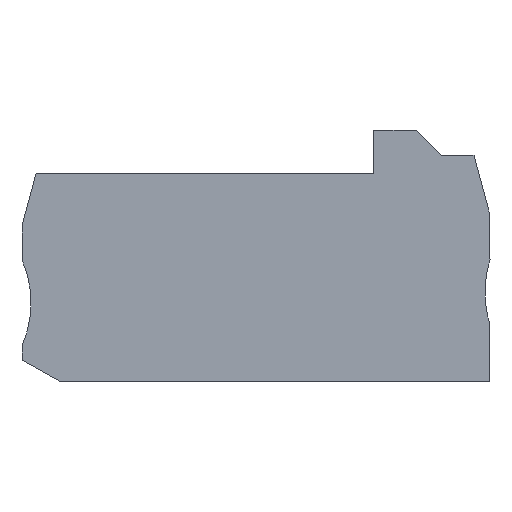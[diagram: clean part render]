
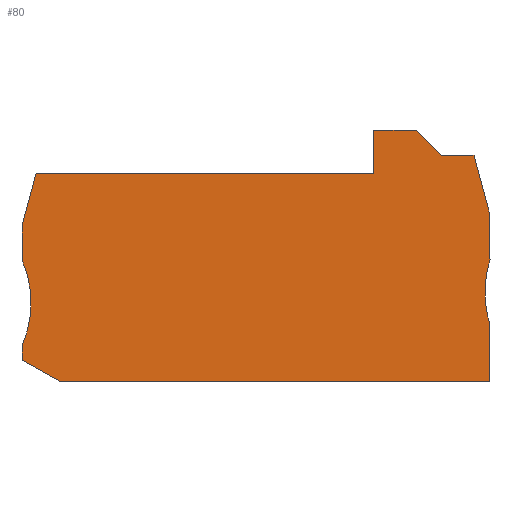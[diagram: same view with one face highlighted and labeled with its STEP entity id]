
A CAD part, left-side view. The second image highlights one B-rep face of the part: STEP entity #80.
In plain terms, the highlighted planar face has unit normal (-1, 0, 0).
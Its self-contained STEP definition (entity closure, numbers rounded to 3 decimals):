
#80=ADVANCED_FACE('',(#154),#155,.T.);
#154=FACE_OUTER_BOUND('',#219,.T.);
#155=PLANE('',#220);
#219=EDGE_LOOP('',(#381,#382,#383,#384,#385,#386,#387,#388,#389,#390,#391,#392,#393,#394,#395,#396,#397));
#220=AXIS2_PLACEMENT_3D('',#398,#399,#400);
#381=ORIENTED_EDGE('',*,*,#456,.T.);
#382=ORIENTED_EDGE('',*,*,#428,.T.);
#383=ORIENTED_EDGE('',*,*,#468,.T.);
#384=ORIENTED_EDGE('',*,*,#418,.T.);
#385=ORIENTED_EDGE('',*,*,#411,.T.);
#386=ORIENTED_EDGE('',*,*,#434,.T.);
#387=ORIENTED_EDGE('',*,*,#463,.T.);
#388=ORIENTED_EDGE('',*,*,#445,.T.);
#389=ORIENTED_EDGE('',*,*,#451,.T.);
#390=ORIENTED_EDGE('',*,*,#465,.T.);
#391=ORIENTED_EDGE('',*,*,#460,.T.);
#392=ORIENTED_EDGE('',*,*,#447,.T.);
#393=ORIENTED_EDGE('',*,*,#440,.T.);
#394=ORIENTED_EDGE('',*,*,#432,.T.);
#395=ORIENTED_EDGE('',*,*,#404,.T.);
#396=ORIENTED_EDGE('',*,*,#423,.T.);
#397=ORIENTED_EDGE('',*,*,#413,.T.);
#398=CARTESIAN_POINT('',(0.,32.352,28.584));
#399=DIRECTION('',(-1.0,0.,0.));
#400=DIRECTION('',(0.,-1.0,0.));
#404=EDGE_CURVE('',#477,#474,#478,.T.);
#411=EDGE_CURVE('',#484,#488,#490,.T.);
#413=EDGE_CURVE('',#492,#493,#494,.T.);
#418=EDGE_CURVE('',#501,#484,#502,.T.);
#423=EDGE_CURVE('',#474,#492,#508,.T.);
#428=EDGE_CURVE('',#511,#515,#517,.T.);
#432=EDGE_CURVE('',#520,#477,#523,.T.);
#434=EDGE_CURVE('',#488,#525,#526,.T.);
#440=EDGE_CURVE('',#532,#520,#535,.T.);
#445=EDGE_CURVE('',#538,#542,#544,.T.);
#447=EDGE_CURVE('',#546,#532,#547,.T.);
#451=EDGE_CURVE('',#542,#552,#553,.T.);
#456=EDGE_CURVE('',#493,#511,#559,.T.);
#460=EDGE_CURVE('',#562,#546,#565,.T.);
#463=EDGE_CURVE('',#525,#538,#568,.T.);
#465=EDGE_CURVE('',#552,#562,#570,.T.);
#468=EDGE_CURVE('',#515,#501,#573,.T.);
#474=VERTEX_POINT('',#579);
#477=VERTEX_POINT('',#583);
#478=CIRCLE('',#584,15.0);
#484=VERTEX_POINT('',#591);
#488=VERTEX_POINT('',#596);
#490=CIRCLE('',#599,15.0);
#492=VERTEX_POINT('',#601);
#493=VERTEX_POINT('',#602);
#494=LINE('',#603,#604);
#501=VERTEX_POINT('',#614);
#502=CIRCLE('',#615,15.0);
#508=CIRCLE('',#622,15.0);
#511=VERTEX_POINT('',#625);
#515=VERTEX_POINT('',#631);
#517=LINE('',#634,#635);
#520=VERTEX_POINT('',#638);
#523=LINE('',#643,#644);
#525=VERTEX_POINT('',#646);
#526=LINE('',#647,#648);
#532=VERTEX_POINT('',#656);
#535=LINE('',#661,#662);
#538=VERTEX_POINT('',#665);
#542=VERTEX_POINT('',#671);
#544=LINE('',#674,#675);
#546=VERTEX_POINT('',#677);
#547=LINE('',#678,#679);
#552=VERTEX_POINT('',#686);
#553=LINE('',#687,#688);
#559=LINE('',#697,#698);
#562=VERTEX_POINT('',#701);
#565=LINE('',#706,#707);
#568=LINE('',#711,#712);
#570=LINE('',#714,#715);
#573=LINE('',#719,#720);
#579=CARTESIAN_POINT('',(0.,63.998,11.));
#583=CARTESIAN_POINT('',(0.,65.25,17.));
#584=AXIS2_PLACEMENT_3D('',#727,#728,#729);
#591=CARTESIAN_POINT('',(0.,0.579,10.672));
#596=CARTESIAN_POINT('',(0.,0.,17.));
#599=AXIS2_PLACEMENT_3D('',#739,#740,#741);
#601=CARTESIAN_POINT('',(0.,65.25,5.));
#602=CARTESIAN_POINT('',(0.,65.25,3.));
#603=CARTESIAN_POINT('',(0.,65.25,26.07));
#604=VECTOR('',#742,1.0);
#614=CARTESIAN_POINT('',(0.,0.0,8.));
#615=AXIS2_PLACEMENT_3D('',#746,#747,#748);
#622=AXIS2_PLACEMENT_3D('',#756,#757,#758);
#625=CARTESIAN_POINT('',(0.,59.843,0.));
#631=CARTESIAN_POINT('',(0.,0.0,0.));
#634=CARTESIAN_POINT('',(0.,38.664,0.));
#635=VECTOR('',#762,1.0);
#638=CARTESIAN_POINT('',(0.,65.25,21.734));
#643=CARTESIAN_POINT('',(0.,65.25,26.07));
#644=VECTOR('',#765,1.0);
#646=CARTESIAN_POINT('',(0.,0.,23.234));
#647=CARTESIAN_POINT('',(0.,0.,26.07));
#648=VECTOR('',#766,1.0);
#656=CARTESIAN_POINT('',(0.,63.29,29.05));
#661=CARTESIAN_POINT('',(0.,64.088,26.07));
#662=VECTOR('',#771,1.0);
#665=CARTESIAN_POINT('',(0.,2.228,31.55));
#671=CARTESIAN_POINT('',(0.,6.786,31.55));
#674=CARTESIAN_POINT('',(0.,38.664,31.55));
#675=VECTOR('',#775,1.0);
#677=CARTESIAN_POINT('',(0.,16.2,29.05));
#678=CARTESIAN_POINT('',(0.,38.664,29.05));
#679=VECTOR('',#776,1.0);
#686=CARTESIAN_POINT('',(0.,10.286,35.05));
#687=CARTESIAN_POINT('',(0.,38.664,63.428));
#688=VECTOR('',#779,1.0);
#697=CARTESIAN_POINT('',(0.,38.664,-11.75));
#698=VECTOR('',#783,1.0);
#701=CARTESIAN_POINT('',(0.0,16.2,35.05));
#706=CARTESIAN_POINT('',(0.,16.2,26.07));
#707=VECTOR('',#786,1.0);
#711=CARTESIAN_POINT('',(0.,0.76,26.07));
#712=VECTOR('',#788,1.0);
#714=CARTESIAN_POINT('',(0.,38.664,35.05));
#715=VECTOR('',#789,1.0);
#719=CARTESIAN_POINT('',(0.,0.0,26.07));
#720=VECTOR('',#791,1.0);
#727=CARTESIAN_POINT('',(0.,78.998,11.));
#728=DIRECTION('',(1.0,0.,0.));
#729=DIRECTION('',(0.,1.0,0.));
#739=CARTESIAN_POINT('',(0.,-14.309,12.5));
#740=DIRECTION('',(1.0,0.,0.));
#741=DIRECTION('',(0.,0.993,-0.122));
#742=DIRECTION('',(0.,0.,-1.0));
#746=CARTESIAN_POINT('',(0.,-14.309,12.5));
#747=DIRECTION('',(1.0,0.,0.));
#748=DIRECTION('',(0.,0.993,-0.122));
#756=CARTESIAN_POINT('',(0.,78.998,11.));
#757=DIRECTION('',(1.0,0.,0.));
#758=DIRECTION('',(0.,1.0,0.));
#762=DIRECTION('',(0.,-1.0,0.));
#765=DIRECTION('',(0.,0.,-1.0));
#766=DIRECTION('',(0.,0.,1.0));
#771=DIRECTION('',(0.,0.259,-0.966));
#775=DIRECTION('',(0.,1.0,0.));
#776=DIRECTION('',(0.,1.0,0.));
#779=DIRECTION('',(0.,0.707,0.707));
#783=DIRECTION('',(0.,-0.874,-0.485));
#786=DIRECTION('',(0.,0.,-1.0));
#788=DIRECTION('',(0.,0.259,0.966));
#789=DIRECTION('',(0.,1.0,0.));
#791=DIRECTION('',(0.,0.,1.0));
